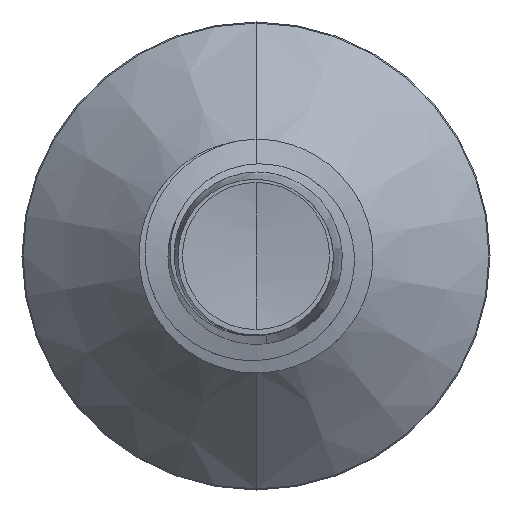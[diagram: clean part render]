
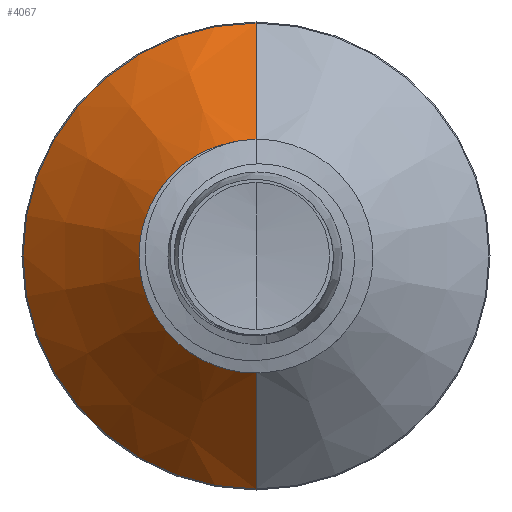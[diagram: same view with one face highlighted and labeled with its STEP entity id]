
A CAD part, front view. The second image highlights one B-rep face of the part: STEP entity #4067.
In plain terms, the highlighted conical face has half-angle 45 degrees and reference radius 0.996 mm.
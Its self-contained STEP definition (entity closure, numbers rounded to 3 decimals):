
#345 = EDGE_CURVE ( 'NONE', #7037, #7101, #6265, .T. ) ;
#537 = CARTESIAN_POINT ( 'NONE',  ( 0., 0.896, -0.996 ) ) ;
#676 = CARTESIAN_POINT ( 'NONE',  ( 0., 0.896, 0. ) ) ;
#910 = LINE ( 'NONE', #4059, #4142 ) ;
#979 = VERTEX_POINT ( 'NONE', #537 ) ;
#1156 = DIRECTION ( 'NONE',  ( 0., 1., 0. ) ) ;
#1291 = CARTESIAN_POINT ( 'NONE',  ( 0., 1.891, 0. ) ) ;
#1330 = DIRECTION ( 'NONE',  ( 0., 0., 1. ) ) ;
#1487 = DIRECTION ( 'NONE',  ( 0., 0.707, 0.707 ) ) ;
#1680 = EDGE_CURVE ( 'NONE', #979, #6661, #910, .T. ) ;
#1809 = ORIENTED_EDGE ( 'NONE', *, *, #7001, .T. ) ;
#1941 = DIRECTION ( 'NONE',  ( 0., 0., 1. ) ) ;
#1962 = CONICAL_SURFACE ( 'NONE', #5119, 0.996, 0.785 ) ;
#2355 = AXIS2_PLACEMENT_3D ( 'NONE', #676, #5156, #1330 ) ;
#2975 = EDGE_CURVE ( 'NONE', #6661, #7101, #4576, .T. ) ;
#3672 = DIRECTION ( 'NONE',  ( 0., 0., 1. ) ) ;
#3751 = CARTESIAN_POINT ( 'NONE',  ( 0., 0.896, 0.996 ) ) ;
#3840 = ORIENTED_EDGE ( 'NONE', *, *, #2975, .F. ) ;
#4059 = CARTESIAN_POINT ( 'NONE',  ( 0., 0.896, -0.996 ) ) ;
#4067 = ADVANCED_FACE ( 'NONE', ( #4567 ), #1962, .T. ) ;
#4142 = VECTOR ( 'NONE', #4683, 1000. ) ;
#4567 = FACE_OUTER_BOUND ( 'NONE', #6810, .T. ) ;
#4576 = CIRCLE ( 'NONE', #7914, 1.991 ) ;
#4584 = CARTESIAN_POINT ( 'NONE',  ( 0., 1.891, 1.991 ) ) ;
#4683 = DIRECTION ( 'NONE',  ( 0., 0.707, -0.707 ) ) ;
#5119 = AXIS2_PLACEMENT_3D ( 'NONE', #7983, #1156, #3672 ) ;
#5156 = DIRECTION ( 'NONE',  ( 0., 1., 0. ) ) ;
#5217 = CARTESIAN_POINT ( 'NONE',  ( 0., 0.896, 0.996 ) ) ;
#5392 = CIRCLE ( 'NONE', #2355, 0.996 ) ;
#5694 = ORIENTED_EDGE ( 'NONE', *, *, #345, .T. ) ;
#5753 = DIRECTION ( 'NONE',  ( 0., 1., 0. ) ) ;
#6265 = LINE ( 'NONE', #3751, #7902 ) ;
#6528 = ORIENTED_EDGE ( 'NONE', *, *, #1680, .F. ) ;
#6661 = VERTEX_POINT ( 'NONE', #7910 ) ;
#6810 = EDGE_LOOP ( 'NONE', ( #6528, #1809, #5694, #3840 ) ) ;
#7001 = EDGE_CURVE ( 'NONE', #979, #7037, #5392, .T. ) ;
#7037 = VERTEX_POINT ( 'NONE', #5217 ) ;
#7101 = VERTEX_POINT ( 'NONE', #4584 ) ;
#7902 = VECTOR ( 'NONE', #1487, 1000. ) ;
#7910 = CARTESIAN_POINT ( 'NONE',  ( 0., 1.891, -1.991 ) ) ;
#7914 = AXIS2_PLACEMENT_3D ( 'NONE', #1291, #5753, #1941 ) ;
#7983 = CARTESIAN_POINT ( 'NONE',  ( 0., 0.896, 0. ) ) ;
